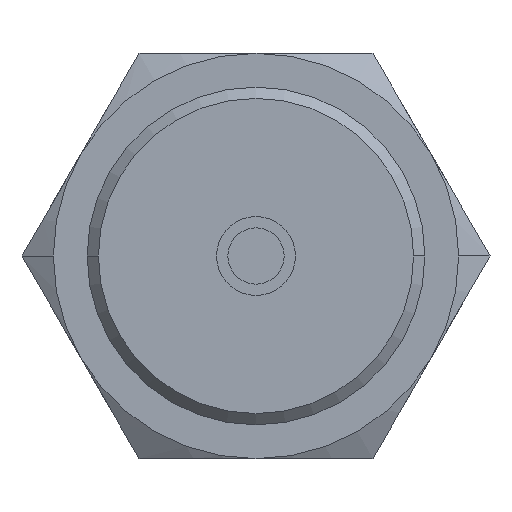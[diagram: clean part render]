
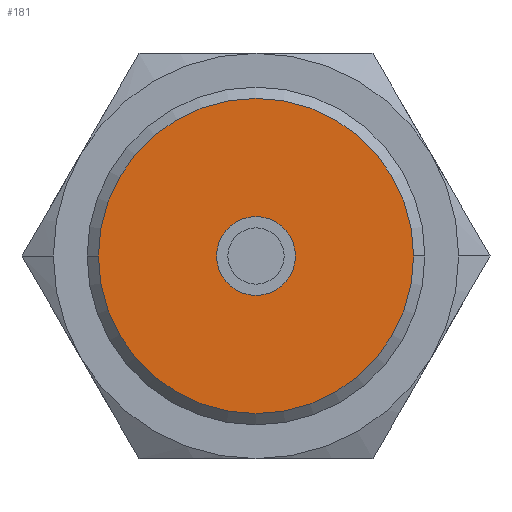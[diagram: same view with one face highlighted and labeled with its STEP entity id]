
A CAD part, front view. The second image highlights one B-rep face of the part: STEP entity #181.
In plain terms, the highlighted planar face has unit normal (0, -1, 0).
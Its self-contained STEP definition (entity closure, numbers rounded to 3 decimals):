
#181=ADVANCED_FACE('',(#269,#270),#271,.T.);
#269=FACE_OUTER_BOUND('',#427,.T.);
#270=FACE_BOUND('',#428,.T.);
#271=PLANE('',#429);
#427=EDGE_LOOP('',(#632,#633));
#428=EDGE_LOOP('',(#634,#635));
#429=AXIS2_PLACEMENT_3D('',#636,#637,#638);
#632=ORIENTED_EDGE('',*,*,#1119,.F.);
#633=ORIENTED_EDGE('',*,*,#1133,.F.);
#634=ORIENTED_EDGE('',*,*,#1124,.T.);
#635=ORIENTED_EDGE('',*,*,#1132,.T.);
#636=CARTESIAN_POINT('',(-8.75,-61.0,0.0));
#637=DIRECTION('',(0.,-1.0,0.0));
#638=DIRECTION('',(1.0,0.,0.0));
#1119=EDGE_CURVE('',#1284,#1286,#1287,.T.);
#1124=EDGE_CURVE('',#1290,#1294,#1296,.T.);
#1132=EDGE_CURVE('',#1294,#1290,#1308,.T.);
#1133=EDGE_CURVE('',#1286,#1284,#1309,.T.);
#1284=VERTEX_POINT('',#1538);
#1286=VERTEX_POINT('',#1541);
#1287=CIRCLE('',#1542,14.0);
#1290=VERTEX_POINT('',#1546);
#1294=VERTEX_POINT('',#1551);
#1296=CIRCLE('',#1554,3.5);
#1308=CIRCLE('',#1568,3.5);
#1309=CIRCLE('',#1569,14.0);
#1538=CARTESIAN_POINT('',(-14.0,-61.0,0.0));
#1541=CARTESIAN_POINT('',(14.0,-61.0,0.));
#1542=AXIS2_PLACEMENT_3D('',#2353,#2354,#2355);
#1546=CARTESIAN_POINT('',(-3.5,-61.0,0.0));
#1551=CARTESIAN_POINT('',(3.5,-61.0,0.));
#1554=AXIS2_PLACEMENT_3D('',#2362,#2363,#2364);
#1568=AXIS2_PLACEMENT_3D('',#2382,#2383,#2384);
#1569=AXIS2_PLACEMENT_3D('',#2385,#2386,#2387);
#2353=CARTESIAN_POINT('',(0.0,-61.0,0.0));
#2354=DIRECTION('',(0.0,1.0,0.0));
#2355=DIRECTION('',(-1.0,0.0,0.0));
#2362=CARTESIAN_POINT('',(0.0,-61.0,0.0));
#2363=DIRECTION('',(0.0,1.0,0.0));
#2364=DIRECTION('',(-1.0,0.0,0.0));
#2382=CARTESIAN_POINT('',(0.0,-61.0,0.0));
#2383=DIRECTION('',(0.0,1.0,0.0));
#2384=DIRECTION('',(-1.0,0.0,0.0));
#2385=CARTESIAN_POINT('',(0.0,-61.0,0.0));
#2386=DIRECTION('',(0.0,1.0,0.0));
#2387=DIRECTION('',(-1.0,0.0,0.0));
